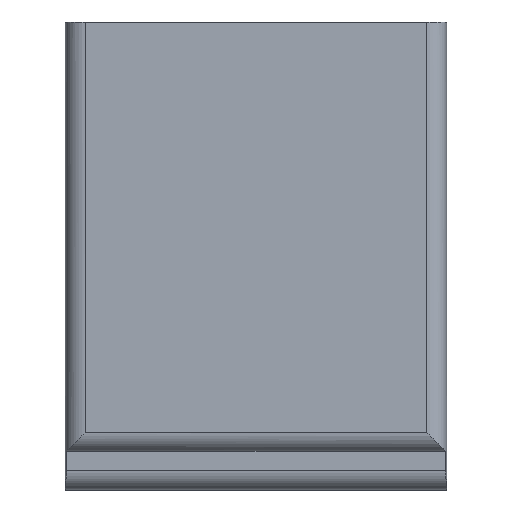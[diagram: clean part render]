
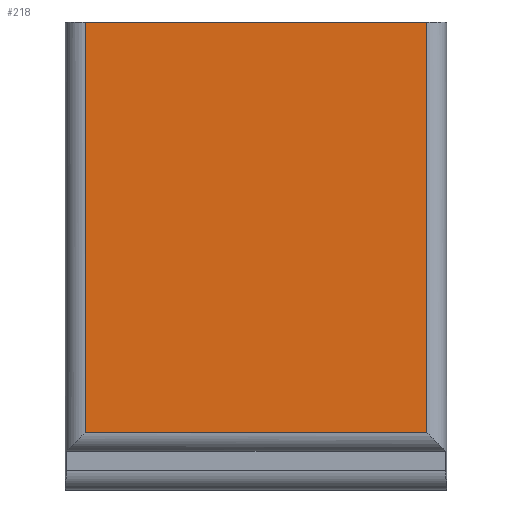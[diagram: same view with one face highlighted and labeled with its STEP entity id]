
A CAD part, front view. The second image highlights one B-rep face of the part: STEP entity #218.
In plain terms, the highlighted planar face has unit normal (0, -1, 0).
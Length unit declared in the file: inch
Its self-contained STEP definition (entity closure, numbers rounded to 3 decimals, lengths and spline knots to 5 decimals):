
#12 = CARTESIAN_POINT ( 'NONE',  ( -0.9475, -0.14525, 1.0665 ) ) ;
#41 = VECTOR ( 'NONE', #500, 39.37008 ) ;
#56 = EDGE_CURVE ( 'NONE', #194, #386, #191, .T. ) ;
#66 = CARTESIAN_POINT ( 'NONE',  ( 0.8475, -0.14525, 1.0665 ) ) ;
#82 = VERTEX_POINT ( 'NONE', #282 ) ;
#91 = DIRECTION ( 'NONE',  ( 0., 0., -1. ) ) ;
#107 = DIRECTION ( 'NONE',  ( 0., 0., -1. ) ) ;
#116 = DIRECTION ( 'NONE',  ( 1., 0., 0. ) ) ;
#119 = EDGE_LOOP ( 'NONE', ( #364, #534, #332, #443 ) ) ;
#130 = PLANE ( 'NONE',  #543 ) ;
#133 = DIRECTION ( 'NONE',  ( 0., -1., 0. ) ) ;
#169 = LINE ( 'NONE', #272, #442 ) ;
#173 = CARTESIAN_POINT ( 'NONE',  ( 0., -0.14525, 0. ) ) ;
#184 = CARTESIAN_POINT ( 'NONE',  ( 0.8475, -0.14525, -0.97273 ) ) ;
#186 = FACE_OUTER_BOUND ( 'NONE', #119, .T. ) ;
#191 = LINE ( 'NONE', #477, #493 ) ;
#194 = VERTEX_POINT ( 'NONE', #395 ) ;
#218 = ADVANCED_FACE ( 'NONE', ( #186 ), #130, .T. ) ;
#272 = CARTESIAN_POINT ( 'NONE',  ( -0.8475, -0.14525, -1.0665 ) ) ;
#282 = CARTESIAN_POINT ( 'NONE',  ( -0.8475, -0.14525, 1.0665 ) ) ;
#298 = EDGE_CURVE ( 'NONE', #82, #550, #457, .T. ) ;
#301 = VECTOR ( 'NONE', #469, 39.37008 ) ;
#327 = CARTESIAN_POINT ( 'NONE',  ( 0.8475, -0.14525, 1.0665 ) ) ;
#332 = ORIENTED_EDGE ( 'NONE', *, *, #56, .T. ) ;
#364 = ORIENTED_EDGE ( 'NONE', *, *, #298, .F. ) ;
#386 = VERTEX_POINT ( 'NONE', #184 ) ;
#388 = EDGE_CURVE ( 'NONE', #82, #194, #169, .T. ) ;
#395 = CARTESIAN_POINT ( 'NONE',  ( -0.8475, -0.14525, -0.97273 ) ) ;
#411 = EDGE_CURVE ( 'NONE', #386, #550, #532, .T. ) ;
#442 = VECTOR ( 'NONE', #107, 39.37008 ) ;
#443 = ORIENTED_EDGE ( 'NONE', *, *, #411, .T. ) ;
#457 = LINE ( 'NONE', #12, #41 ) ;
#469 = DIRECTION ( 'NONE',  ( 0., 0., 1. ) ) ;
#477 = CARTESIAN_POINT ( 'NONE',  ( 0.9475, -0.14525, -0.97273 ) ) ;
#493 = VECTOR ( 'NONE', #116, 39.37008 ) ;
#500 = DIRECTION ( 'NONE',  ( 1., 0., 0. ) ) ;
#532 = LINE ( 'NONE', #327, #301 ) ;
#534 = ORIENTED_EDGE ( 'NONE', *, *, #388, .T. ) ;
#543 = AXIS2_PLACEMENT_3D ( 'NONE', #173, #133, #91 ) ;
#550 = VERTEX_POINT ( 'NONE', #66 ) ;
